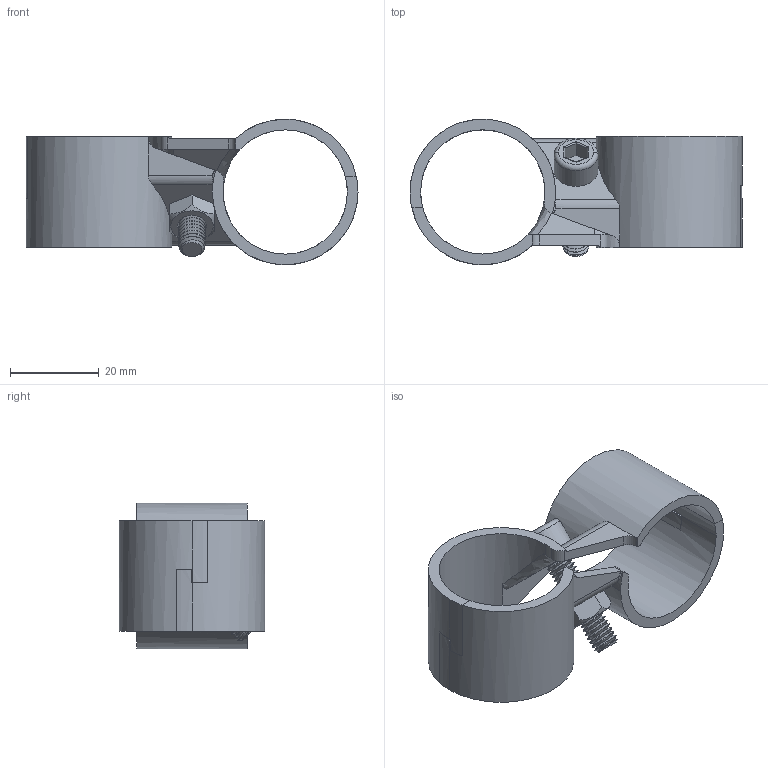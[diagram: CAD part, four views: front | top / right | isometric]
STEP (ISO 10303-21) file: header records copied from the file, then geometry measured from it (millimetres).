
FILE_DESCRIPTION (( 'STEP AP214' ), '1' );
FILE_NAME ('B300 Ñîåäèíèòåëü òðóáíûé, Ô28, 6B.STEP', '2023-11-07T11:29:35', ( '' ), ( '' ), 'SwSTEP 2.0', 'SolidWorks 2022', '' );
FILE_SCHEMA (( 'AUTOMOTIVE_DESIGN' ));
Length unit declared in the file: millimetre
Products named in the file (1): B300 Соединитель трубный, Ф28, 6B
Bounding box: 74.8 x 32.8 x 32.8 mm (x, y, z)
Volume: 12825.4 mm3; surface area: 12762.5 mm2
Topology: 4 solids, 4 shells, 205 faces, 554 edges, 360 vertices
Faces by surface type: cylinder 100, plane 68, bspline 22, cone 9, torus 6
Entity records: 15122 total; most frequent: CARTESIAN_POINT 7996, ORIENTED_EDGE 1108, DIRECTION 847, EDGE_CURVE 554, VERTEX_POINT 360, AXIS2_PLACEMENT_3D 306, VECTOR 235, LINE 235
